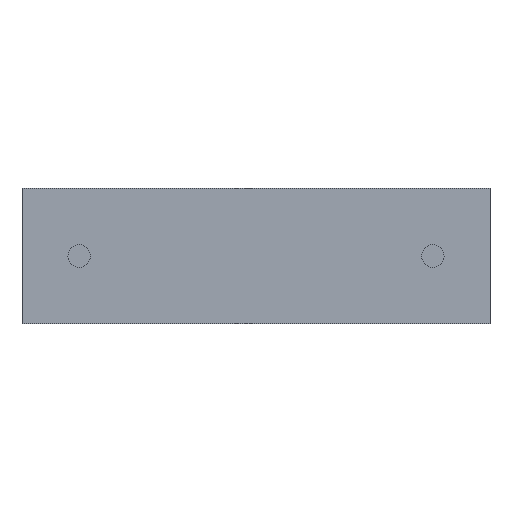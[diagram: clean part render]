
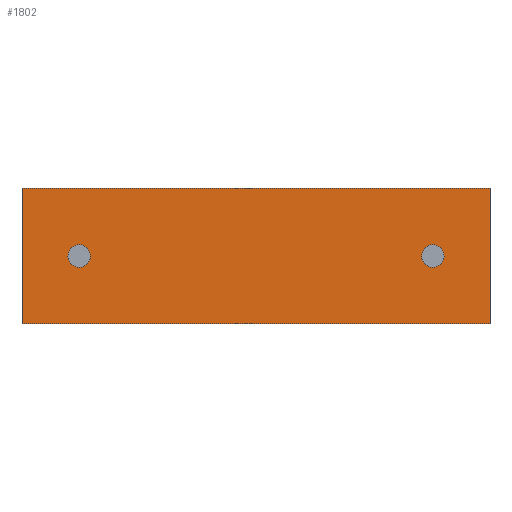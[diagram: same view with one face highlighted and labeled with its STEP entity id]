
A CAD part, front view. The second image highlights one B-rep face of the part: STEP entity #1802.
In plain terms, the highlighted planar face has unit normal (0, -1, 0).
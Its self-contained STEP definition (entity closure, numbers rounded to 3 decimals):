
#16 = CARTESIAN_POINT ( 'NONE',  ( 1.65, 0., 2.275 ) ) ;
#26 = DIRECTION ( 'NONE',  ( 0., -1., 0. ) ) ;
#33 = EDGE_CURVE ( 'NONE', #213, #323, #1835, .T. ) ;
#34 = DIRECTION ( 'NONE',  ( 0., 0., -1. ) ) ;
#61 = CIRCLE ( 'NONE', #1113, 0.325 ) ;
#91 = FACE_BOUND ( 'NONE', #657, .T. ) ;
#145 = ORIENTED_EDGE ( 'NONE', *, *, #2044, .T. ) ;
#156 = CARTESIAN_POINT ( 'NONE',  ( 13.5, 0., 3.9 ) ) ;
#167 = CARTESIAN_POINT ( 'NONE',  ( 13.5, 0., 0. ) ) ;
#213 = VERTEX_POINT ( 'NONE', #603 ) ;
#222 = DIRECTION ( 'NONE',  ( 0., 0., 1. ) ) ;
#238 = DIRECTION ( 'NONE',  ( 0., 0., -1. ) ) ;
#323 = VERTEX_POINT ( 'NONE', #2150 ) ;
#368 = AXIS2_PLACEMENT_3D ( 'NONE', #1838, #1658, #1473 ) ;
#485 = LINE ( 'NONE', #2147, #2186 ) ;
#537 = DIRECTION ( 'NONE',  ( 1., 0., 0. ) ) ;
#570 = DIRECTION ( 'NONE',  ( 0., 1., 0. ) ) ;
#603 = CARTESIAN_POINT ( 'NONE',  ( 0., 0., 3.9 ) ) ;
#613 = ORIENTED_EDGE ( 'NONE', *, *, #1614, .F. ) ;
#657 = EDGE_LOOP ( 'NONE', ( #780, #1825 ) ) ;
#706 = EDGE_LOOP ( 'NONE', ( #145, #1367, #1453, #1610 ) ) ;
#739 = EDGE_CURVE ( 'NONE', #1363, #2417, #1982, .T. ) ;
#780 = ORIENTED_EDGE ( 'NONE', *, *, #1387, .T. ) ;
#792 = CARTESIAN_POINT ( 'NONE',  ( 1.65, 0., 1.625 ) ) ;
#811 = VECTOR ( 'NONE', #537, 1000. ) ;
#819 = CARTESIAN_POINT ( 'NONE',  ( 13.5, 0., 3.9 ) ) ;
#886 = DIRECTION ( 'NONE',  ( 0., 0., -1. ) ) ;
#948 = VERTEX_POINT ( 'NONE', #819 ) ;
#981 = CARTESIAN_POINT ( 'NONE',  ( 1.65, 0., 1.95 ) ) ;
#988 = DIRECTION ( 'NONE',  ( 1., 0., 0. ) ) ;
#1084 = CARTESIAN_POINT ( 'NONE',  ( 1.65, 0., 1.95 ) ) ;
#1090 = DIRECTION ( 'NONE',  ( 0., 0., 1. ) ) ;
#1111 = CARTESIAN_POINT ( 'NONE',  ( 0., 0., 3.9 ) ) ;
#1113 = AXIS2_PLACEMENT_3D ( 'NONE', #1084, #1636, #1090 ) ;
#1189 = CARTESIAN_POINT ( 'NONE',  ( 11.85, 0., 1.95 ) ) ;
#1194 = EDGE_CURVE ( 'NONE', #948, #2366, #1848, .T. ) ;
#1255 = CARTESIAN_POINT ( 'NONE',  ( 0., 0., 3.9 ) ) ;
#1276 = CARTESIAN_POINT ( 'NONE',  ( 11.85, 0., 2.275 ) ) ;
#1304 = LINE ( 'NONE', #1111, #811 ) ;
#1311 = CARTESIAN_POINT ( 'NONE',  ( 11.85, 0., 1.95 ) ) ;
#1328 = VECTOR ( 'NONE', #886, 1000. ) ;
#1344 = VECTOR ( 'NONE', #2426, 1000. ) ;
#1363 = VERTEX_POINT ( 'NONE', #16 ) ;
#1367 = ORIENTED_EDGE ( 'NONE', *, *, #1194, .F. ) ;
#1377 = AXIS2_PLACEMENT_3D ( 'NONE', #981, #26, #222 ) ;
#1387 = EDGE_CURVE ( 'NONE', #2331, #2059, #2103, .T. ) ;
#1389 = EDGE_LOOP ( 'NONE', ( #2165, #613 ) ) ;
#1430 = AXIS2_PLACEMENT_3D ( 'NONE', #1189, #1569, #34 ) ;
#1453 = ORIENTED_EDGE ( 'NONE', *, *, #1766, .F. ) ;
#1473 = DIRECTION ( 'NONE',  ( 0., 0., 1. ) ) ;
#1490 = FACE_OUTER_BOUND ( 'NONE', #706, .T. ) ;
#1569 = DIRECTION ( 'NONE',  ( 0., 1., 0. ) ) ;
#1579 = CARTESIAN_POINT ( 'NONE',  ( 11.85, 0., 1.625 ) ) ;
#1610 = ORIENTED_EDGE ( 'NONE', *, *, #33, .T. ) ;
#1614 = EDGE_CURVE ( 'NONE', #2417, #1363, #61, .T. ) ;
#1618 = AXIS2_PLACEMENT_3D ( 'NONE', #1311, #570, #238 ) ;
#1636 = DIRECTION ( 'NONE',  ( 0., -1., 0. ) ) ;
#1658 = DIRECTION ( 'NONE',  ( 0., 1., 0. ) ) ;
#1766 = EDGE_CURVE ( 'NONE', #213, #948, #1304, .T. ) ;
#1802 = ADVANCED_FACE ( 'NONE', ( #91, #1490, #2002 ), #2436, .F. ) ;
#1825 = ORIENTED_EDGE ( 'NONE', *, *, #1994, .T. ) ;
#1835 = LINE ( 'NONE', #1255, #1328 ) ;
#1838 = CARTESIAN_POINT ( 'NONE',  ( 0., 0., 3.9 ) ) ;
#1848 = LINE ( 'NONE', #156, #1344 ) ;
#1982 = CIRCLE ( 'NONE', #1377, 0.325 ) ;
#1994 = EDGE_CURVE ( 'NONE', #2059, #2331, #2274, .T. ) ;
#2002 = FACE_BOUND ( 'NONE', #1389, .T. ) ;
#2044 = EDGE_CURVE ( 'NONE', #323, #2366, #485, .T. ) ;
#2059 = VERTEX_POINT ( 'NONE', #1579 ) ;
#2103 = CIRCLE ( 'NONE', #1618, 0.325 ) ;
#2147 = CARTESIAN_POINT ( 'NONE',  ( 0., 0., 0. ) ) ;
#2150 = CARTESIAN_POINT ( 'NONE',  ( 0., 0., 0. ) ) ;
#2165 = ORIENTED_EDGE ( 'NONE', *, *, #739, .F. ) ;
#2186 = VECTOR ( 'NONE', #988, 1000. ) ;
#2274 = CIRCLE ( 'NONE', #1430, 0.325 ) ;
#2331 = VERTEX_POINT ( 'NONE', #1276 ) ;
#2366 = VERTEX_POINT ( 'NONE', #167 ) ;
#2417 = VERTEX_POINT ( 'NONE', #792 ) ;
#2426 = DIRECTION ( 'NONE',  ( 0., 0., -1. ) ) ;
#2436 = PLANE ( 'NONE',  #368 ) ;
